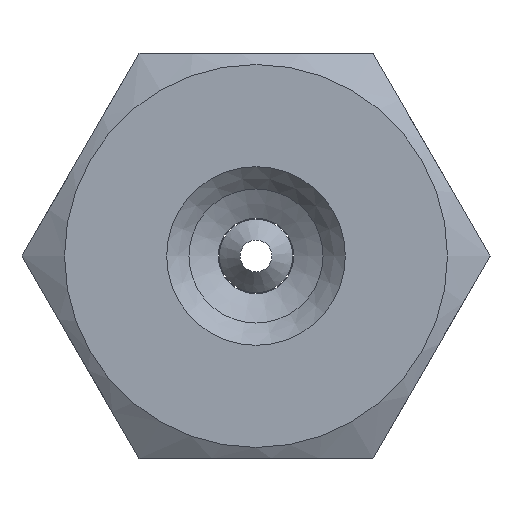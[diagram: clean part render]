
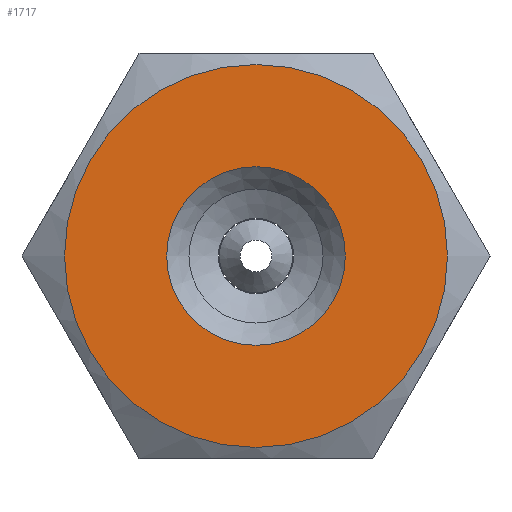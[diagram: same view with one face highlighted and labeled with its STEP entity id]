
A CAD part, left-side view. The second image highlights one B-rep face of the part: STEP entity #1717.
In plain terms, the highlighted planar face has unit normal (-1, 0, 0).
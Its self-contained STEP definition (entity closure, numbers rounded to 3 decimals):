
#1585=CARTESIAN_POINT('',(-4.53,1.05,0.));
#1586=VERTEX_POINT('',#1585);
#1587=CARTESIAN_POINT('',(-4.53,0.,0.));
#1588=DIRECTION('',(1.0,0.0,0.0));
#1589=DIRECTION('',(0.0,1.0,0.0));
#1590=AXIS2_PLACEMENT_3D('',#1587,#1588,#1589);
#1591=CIRCLE('',#1590,1.05);
#1592=EDGE_CURVE('',#1586,#1586,#1591,.T.);
#1694=CARTESIAN_POINT('',(-4.53,-2.25,0.));
#1695=VERTEX_POINT('',#1694);
#1696=CARTESIAN_POINT('',(-4.53,0.,0.));
#1697=DIRECTION('',(1.0,0.0,0.0));
#1698=DIRECTION('',(0.0,1.0,0.0));
#1699=AXIS2_PLACEMENT_3D('',#1696,#1697,#1698);
#1700=CIRCLE('',#1699,2.25);
#1701=EDGE_CURVE('',#1695,#1695,#1700,.T.);
#1706=CARTESIAN_POINT('',(-4.53,-1.375,0.));
#1707=DIRECTION('',(-1.0,0.0,0.0));
#1708=DIRECTION('',(0.0,0.0,-1.0));
#1709=AXIS2_PLACEMENT_3D('',#1706,#1707,#1708);
#1710=PLANE('',#1709);
#1711=ORIENTED_EDGE('',*,*,#1701,.F.);
#1712=EDGE_LOOP('',(#1711));
#1713=FACE_OUTER_BOUND('',#1712,.T.);
#1714=ORIENTED_EDGE('',*,*,#1592,.T.);
#1715=EDGE_LOOP('',(#1714));
#1716=FACE_BOUND('',#1715,.T.);
#1717=ADVANCED_FACE('',(#1713,#1716),#1710,.T.);
